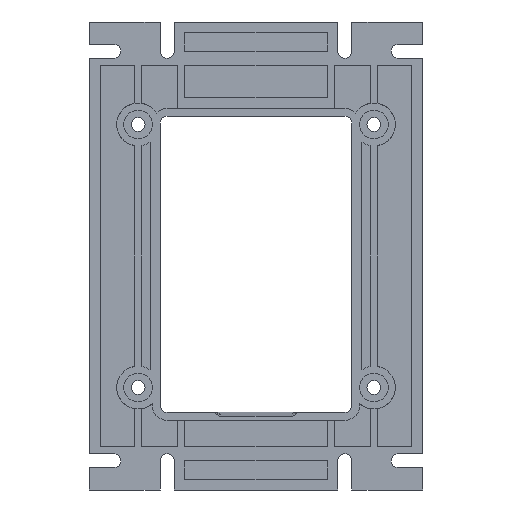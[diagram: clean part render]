
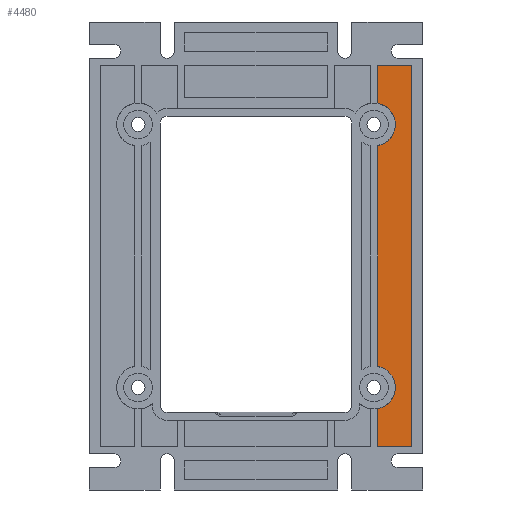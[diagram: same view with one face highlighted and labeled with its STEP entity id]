
A CAD part, left-side view. The second image highlights one B-rep face of the part: STEP entity #4480.
In plain terms, the highlighted planar face has unit normal (-1, 0, 0).
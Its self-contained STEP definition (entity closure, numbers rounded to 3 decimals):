
#1379=DIRECTION('',(0.,0.,-1.));
#1380=VECTOR('',#1379,10.768);
#1381=CARTESIAN_POINT('',(2.2,-34.325,-43.108));
#1382=LINE('',#1381,#1380);
#1383=CARTESIAN_POINT('',(2.2,-33.3,-37.146));
#1384=DIRECTION('',(1.,0.,0.));
#1385=DIRECTION('',(0.,-0.169,0.986));
#1386=AXIS2_PLACEMENT_3D('',#1383,#1384,#1385);
#1388=DIRECTION('',(0.,0.,-1.));
#1389=VECTOR('',#1388,62.366);
#1390=CARTESIAN_POINT('',(2.2,-34.325,31.183));
#1391=LINE('',#1390,#1389);
#1392=CARTESIAN_POINT('',(2.2,-33.3,37.146));
#1393=DIRECTION('',(1.,0.,0.));
#1394=DIRECTION('',(0.,-0.169,0.986));
#1395=AXIS2_PLACEMENT_3D('',#1392,#1393,#1394);
#1397=DIRECTION('',(0.,0.,-1.));
#1398=VECTOR('',#1397,10.768);
#1399=CARTESIAN_POINT('',(2.2,-34.325,53.876));
#1400=LINE('',#1399,#1398);
#1623=DIRECTION('',(0.,0.,1.));
#1624=VECTOR('',#1623,107.751);
#1625=CARTESIAN_POINT('',(2.2,-44.05,-53.876));
#1626=LINE('',#1625,#1624);
#1627=DIRECTION('',(0.,-1.,0.));
#1628=VECTOR('',#1627,9.725);
#1629=CARTESIAN_POINT('',(2.2,-34.325,-53.876));
#1630=LINE('',#1629,#1628);
#1643=DIRECTION('',(0.,1.,0.));
#1644=VECTOR('',#1643,9.725);
#1645=CARTESIAN_POINT('',(2.2,-44.05,53.876));
#1646=LINE('',#1645,#1644);
#2315=CARTESIAN_POINT('',(2.2,-34.325,53.876));
#2316=CARTESIAN_POINT('',(2.2,-34.325,43.108));
#2317=VERTEX_POINT('',#2315);
#2318=VERTEX_POINT('',#2316);
#2319=CARTESIAN_POINT('',(2.2,-34.325,31.183));
#2320=VERTEX_POINT('',#2319);
#2321=CARTESIAN_POINT('',(2.2,-34.325,-31.183));
#2322=VERTEX_POINT('',#2321);
#2323=CARTESIAN_POINT('',(2.2,-34.325,-43.108));
#2324=VERTEX_POINT('',#2323);
#2325=CARTESIAN_POINT('',(2.2,-34.325,-53.876));
#2326=VERTEX_POINT('',#2325);
#2418=CARTESIAN_POINT('',(2.2,-44.05,53.876));
#2420=VERTEX_POINT('',#2418);
#2422=CARTESIAN_POINT('',(2.2,-44.05,-53.876));
#2424=VERTEX_POINT('',#2422);
#4458=CARTESIAN_POINT('',(2.2,0.,0.));
#4459=DIRECTION('',(-1.,0.,0.));
#4460=DIRECTION('',(0.,1.,0.));
#4461=AXIS2_PLACEMENT_3D('',#4458,#4459,#4460);
#4462=PLANE('',#4461);
#4464=ORIENTED_EDGE('',*,*,#4463,.F.);
#4466=ORIENTED_EDGE('',*,*,#4465,.F.);
#4468=ORIENTED_EDGE('',*,*,#4467,.F.);
#4469=ORIENTED_EDGE('',*,*,#4368,.F.);
#4471=ORIENTED_EDGE('',*,*,#4470,.F.);
#4473=ORIENTED_EDGE('',*,*,#4472,.F.);
#4475=ORIENTED_EDGE('',*,*,#4474,.F.);
#4477=ORIENTED_EDGE('',*,*,#4476,.F.);
#4478=EDGE_LOOP('',(#4464,#4466,#4468,#4469,#4471,#4473,#4475,#4477));
#4479=FACE_OUTER_BOUND('',#4478,.F.);
#4480=ADVANCED_FACE('',(#4479),#4462,.T.);
#1387=CIRCLE('',#1386,6.05);
#1396=CIRCLE('',#1395,6.05);
#4368=EDGE_CURVE('',#2322,#2324,#1387,.T.);
#4463=EDGE_CURVE('',#2424,#2420,#1626,.T.);
#4465=EDGE_CURVE('',#2326,#2424,#1630,.T.);
#4467=EDGE_CURVE('',#2324,#2326,#1382,.T.);
#4470=EDGE_CURVE('',#2320,#2322,#1391,.T.);
#4472=EDGE_CURVE('',#2318,#2320,#1396,.T.);
#4474=EDGE_CURVE('',#2317,#2318,#1400,.T.);
#4476=EDGE_CURVE('',#2420,#2317,#1646,.T.);
